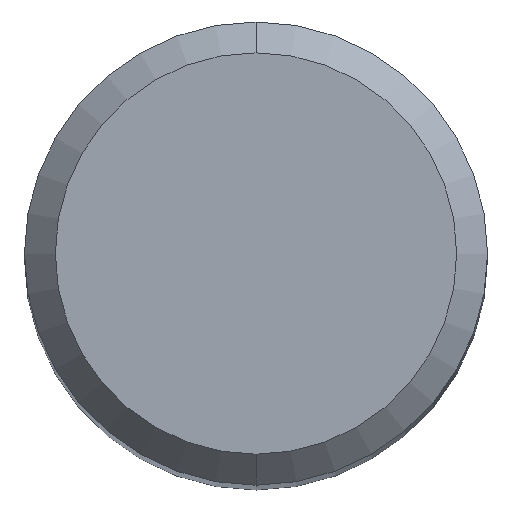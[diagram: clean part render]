
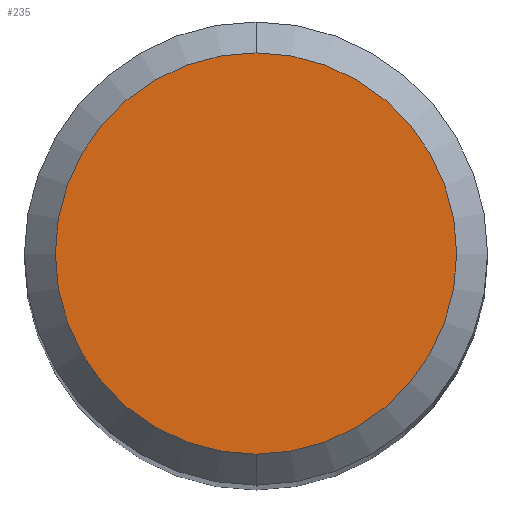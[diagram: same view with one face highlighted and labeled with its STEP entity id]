
A CAD part, top view. The second image highlights one B-rep face of the part: STEP entity #235.
In plain terms, the highlighted planar face has unit normal (0, 0, 1).
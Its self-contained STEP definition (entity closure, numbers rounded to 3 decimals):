
#221=EDGE_CURVE('',#367,#435,#534,.T.);
#235=ADVANCED_FACE('',(#549),#550,.T.);
#367=VERTEX_POINT('',#698);
#413=EDGE_CURVE('',#435,#367,#749,.T.);
#435=VERTEX_POINT('',#772);
#534=CIRCLE('',#890,2.6);
#549=FACE_OUTER_BOUND('',#925,.T.);
#550=PLANE('',#926);
#698=CARTESIAN_POINT('',(0.,-2.6,0.0));
#749=CIRCLE('',#1304,2.6);
#772=CARTESIAN_POINT('',(0.0,2.6,0.0));
#890=AXIS2_PLACEMENT_3D('',#1509,#1510,#1511);
#925=EDGE_LOOP('',(#1528,#1529));
#926=AXIS2_PLACEMENT_3D('',#1530,#1531,#1532);
#1304=AXIS2_PLACEMENT_3D('',#1779,#1780,#1781);
#1509=CARTESIAN_POINT('',(0.0,0.0,0.0));
#1510=DIRECTION('',(0.0,0.0,-1.0));
#1511=DIRECTION('',(0.0,1.0,0.0));
#1528=ORIENTED_EDGE('',*,*,#413,.F.);
#1529=ORIENTED_EDGE('',*,*,#221,.F.);
#1530=CARTESIAN_POINT('',(0.0,1.3,0.0));
#1531=DIRECTION('',(-0.0,0.0,1.0));
#1532=DIRECTION('',(0.0,-1.0,0.0));
#1779=CARTESIAN_POINT('',(0.0,0.0,0.0));
#1780=DIRECTION('',(0.0,0.0,-1.0));
#1781=DIRECTION('',(0.0,1.0,0.0));
